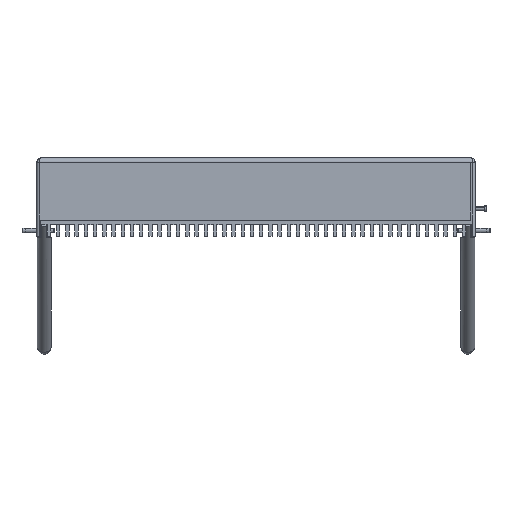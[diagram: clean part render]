
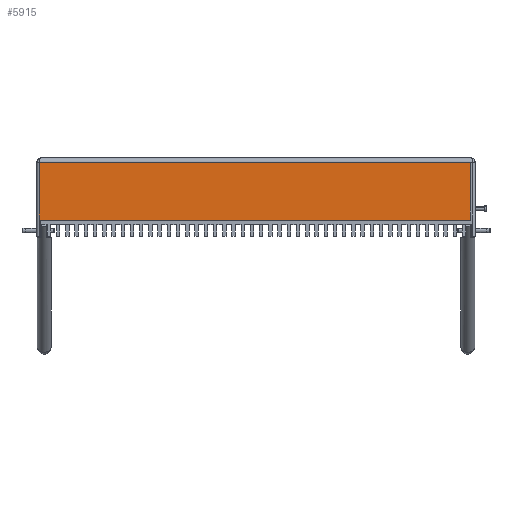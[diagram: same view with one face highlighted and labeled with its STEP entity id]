
A CAD part, front view. The second image highlights one B-rep face of the part: STEP entity #5915.
In plain terms, the highlighted planar face has unit normal (0, -1, 0).
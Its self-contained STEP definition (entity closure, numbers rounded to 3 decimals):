
#2 = EDGE_CURVE ( 'NONE', #14048, #118, #19818, .T. ) ;
#118 = VERTEX_POINT ( 'NONE', #14361 ) ;
#568 = ORIENTED_EDGE ( 'NONE', *, *, #2, .F. ) ;
#2220 = CARTESIAN_POINT ( 'NONE',  ( -94., -85., -31. ) ) ;
#2634 = FACE_OUTER_BOUND ( 'NONE', #9043, .T. ) ;
#3381 = EDGE_CURVE ( 'NONE', #19221, #14048, #14756, .T. ) ;
#3902 = CARTESIAN_POINT ( 'NONE',  ( -95., -85., -31. ) ) ;
#4397 = DIRECTION ( 'NONE',  ( 0., 0., 1. ) ) ;
#4446 = ORIENTED_EDGE ( 'NONE', *, *, #12522, .T. ) ;
#5244 = DIRECTION ( 'NONE',  ( 0., 0., -1. ) ) ;
#5527 = EDGE_CURVE ( 'NONE', #12341, #10833, #24387, .T. ) ;
#5851 = ORIENTED_EDGE ( 'NONE', *, *, #5527, .T. ) ;
#5915 = ADVANCED_FACE ( 'NONE', ( #2634 ), #21470, .F. ) ;
#6444 = LINE ( 'NONE', #20377, #20713 ) ;
#6577 = EDGE_CURVE ( 'NONE', #8469, #118, #6444, .T. ) ;
#6935 = DIRECTION ( 'NONE',  ( 0., 0., 1. ) ) ;
#7933 = VECTOR ( 'NONE', #5244, 1000. ) ;
#8225 = CARTESIAN_POINT ( 'NONE',  ( -94., -85., 1. ) ) ;
#8469 = VERTEX_POINT ( 'NONE', #13346 ) ;
#8669 = ORIENTED_EDGE ( 'NONE', *, *, #3381, .F. ) ;
#9043 = EDGE_LOOP ( 'NONE', ( #568, #8669, #4446, #5851, #16823, #21066 ) ) ;
#9574 = CARTESIAN_POINT ( 'NONE',  ( -95., -85., 1. ) ) ;
#10375 = DIRECTION ( 'NONE',  ( -1., 0., 0. ) ) ;
#10833 = VERTEX_POINT ( 'NONE', #2220 ) ;
#11534 = DIRECTION ( 'NONE',  ( -1., 0., 0. ) ) ;
#12271 = DIRECTION ( 'NONE',  ( 0., 1., 0. ) ) ;
#12341 = VERTEX_POINT ( 'NONE', #8225 ) ;
#12522 = EDGE_CURVE ( 'NONE', #19221, #12341, #18909, .T. ) ;
#12833 = AXIS2_PLACEMENT_3D ( 'NONE', #17886, #12271, #4397 ) ;
#13064 = DIRECTION ( 'NONE',  ( -1., 0., 0. ) ) ;
#13346 = CARTESIAN_POINT ( 'NONE',  ( -93.5, -85., -31. ) ) ;
#13550 = CARTESIAN_POINT ( 'NONE',  ( 93., -85., 1. ) ) ;
#14010 = VECTOR ( 'NONE', #15313, 1000. ) ;
#14048 = VERTEX_POINT ( 'NONE', #17838 ) ;
#14236 = CARTESIAN_POINT ( 'NONE',  ( -93.5, -85., -24. ) ) ;
#14361 = CARTESIAN_POINT ( 'NONE',  ( -93.5, -85., -24. ) ) ;
#14756 = LINE ( 'NONE', #22577, #7933 ) ;
#15313 = DIRECTION ( 'NONE',  ( 0., 0., -1. ) ) ;
#16095 = VECTOR ( 'NONE', #10375, 1000. ) ;
#16823 = ORIENTED_EDGE ( 'NONE', *, *, #20374, .F. ) ;
#17838 = CARTESIAN_POINT ( 'NONE',  ( 93., -85., -24. ) ) ;
#17886 = CARTESIAN_POINT ( 'NONE',  ( -95., -85., 3. ) ) ;
#18909 = LINE ( 'NONE', #9574, #19341 ) ;
#19221 = VERTEX_POINT ( 'NONE', #13550 ) ;
#19341 = VECTOR ( 'NONE', #13064, 1000. ) ;
#19553 = VECTOR ( 'NONE', #11534, 1000. ) ;
#19818 = LINE ( 'NONE', #14236, #16095 ) ;
#20374 = EDGE_CURVE ( 'NONE', #8469, #10833, #20980, .T. ) ;
#20377 = CARTESIAN_POINT ( 'NONE',  ( -93.5, -85., -31. ) ) ;
#20713 = VECTOR ( 'NONE', #6935, 1000. ) ;
#20762 = CARTESIAN_POINT ( 'NONE',  ( -94., -85., 3. ) ) ;
#20980 = LINE ( 'NONE', #3902, #19553 ) ;
#21066 = ORIENTED_EDGE ( 'NONE', *, *, #6577, .T. ) ;
#21470 = PLANE ( 'NONE',  #12833 ) ;
#22577 = CARTESIAN_POINT ( 'NONE',  ( 93., -85., 1. ) ) ;
#24387 = LINE ( 'NONE', #20762, #14010 ) ;
